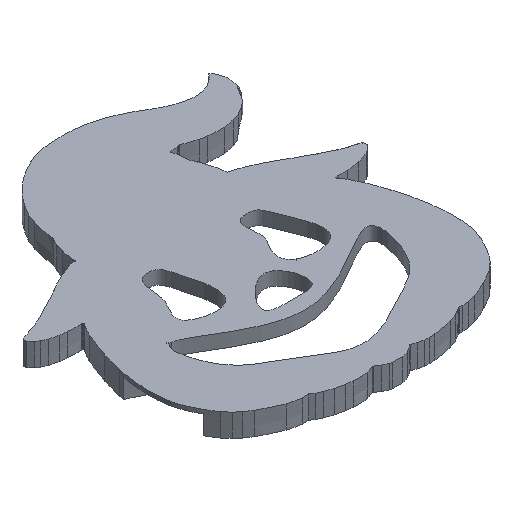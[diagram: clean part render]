
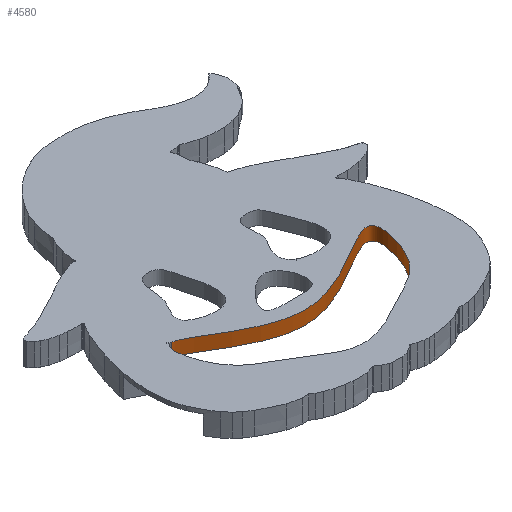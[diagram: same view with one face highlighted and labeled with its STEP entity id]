
A CAD part, isometric view. The second image highlights one B-rep face of the part: STEP entity #4580.
In plain terms, the highlighted free-form (B-spline) face has degree [3, 1] with [39, 2] control points.
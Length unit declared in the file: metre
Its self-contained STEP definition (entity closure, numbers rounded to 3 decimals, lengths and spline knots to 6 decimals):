
#13=B_SPLINE_SURFACE_WITH_KNOTS('',3,1,((#7546,#7547),(#7548,#7549),(#7550,
#7551),(#7552,#7553),(#7554,#7555),(#7556,#7557),(#7558,#7559),(#7560,#7561),
(#7562,#7563),(#7564,#7565),(#7566,#7567),(#7568,#7569),(#7570,#7571),(#7572,
#7573),(#7574,#7575),(#7576,#7577),(#7578,#7579),(#7580,#7581),(#7582,#7583),
(#7584,#7585),(#7586,#7587),(#7588,#7589),(#7590,#7591),(#7592,#7593),(#7594,
#7595),(#7596,#7597),(#7598,#7599),(#7600,#7601),(#7602,#7603),(#7604,#7605),
(#7606,#7607),(#7608,#7609),(#7610,#7611),(#7612,#7613),(#7614,#7615),(#7616,
#7617),(#7618,#7619),(#7620,#7621),(#7622,#7623)),
 .SURF_OF_LINEAR_EXTRUSION.,.F.,.F.,.F.,(4,1,1,1,1,1,1,1,1,1,1,1,1,1,1,
1,1,1,1,1,1,1,1,1,1,1,1,1,1,1,1,1,1,1,1,1,4),(2,2),(0.,
0.030986,0.061973,0.092959,0.108452,
0.123945,0.154932,0.185918,0.216904,0.247891,
0.278877,0.309863,0.340849,0.371836,
0.402822,0.433808,0.464795,0.495781,
0.526767,0.557754,0.573247,0.58874,
0.619726,0.650713,0.666206,0.681699,
0.697192,0.712685,0.743672,0.774658,
0.805644,0.836631,0.867617,0.898603,0.929589,
0.960576,0.991562),(0.,1.),.UNSPECIFIED.);
#28=B_SPLINE_CURVE_WITH_KNOTS('',3,(#7624,#7625,#7626,#7627,#7628,#7629,
#7630,#7631,#7632,#7633,#7634),.UNSPECIFIED.,.T.,.F.,(1,3,1,1,1,1,1,1,1,
3,1),(-0.160893,0.,0.100906,0.214918,0.331339,
0.457139,0.564569,0.672401,0.839107,
1.,1.100906),.UNSPECIFIED.);
#29=B_SPLINE_CURVE_WITH_KNOTS('',3,(#7639,#7640,#7641,#7642,#7643,#7644,
#7645,#7646,#7647,#7648,#7649),.UNSPECIFIED.,.T.,.F.,(1,3,1,1,1,1,1,1,1,
3,1),(-0.160893,0.,0.100906,0.214918,0.331339,
0.457139,0.564569,0.672401,0.839107,
1.,1.100906),.UNSPECIFIED.);
#622=LINE('',#7637,#1155);
#623=LINE('',#7651,#1156);
#1155=VECTOR('',#6078,1.);
#1156=VECTOR('',#6079,1.);
#2158=ORIENTED_EDGE('',*,*,#3210,.T.);
#2159=ORIENTED_EDGE('',*,*,#3211,.F.);
#2160=ORIENTED_EDGE('',*,*,#3212,.F.);
#2161=ORIENTED_EDGE('',*,*,#3213,.T.);
#3210=EDGE_CURVE('',#3729,#3730,#28,.T.);
#3211=EDGE_CURVE('',#3731,#3730,#622,.T.);
#3212=EDGE_CURVE('',#3732,#3731,#29,.T.);
#3213=EDGE_CURVE('',#3732,#3729,#623,.T.);
#3729=VERTEX_POINT('',#7635);
#3730=VERTEX_POINT('',#7636);
#3731=VERTEX_POINT('',#7638);
#3732=VERTEX_POINT('',#7650);
#4055=EDGE_LOOP('',(#2158,#2159,#2160,#2161));
#4260=FACE_BOUND('',#4055,.T.);
#4580=ADVANCED_FACE('',(#4260),#13,.F.);
#6078=DIRECTION('',(0.,0.,1.));
#6079=DIRECTION('',(0.,0.,1.));
#7546=CARTESIAN_POINT('',(0.004104,-0.037682,0.0022));
#7547=CARTESIAN_POINT('',(0.004104,-0.037682,0.006));
#7548=CARTESIAN_POINT('',(0.003483,-0.037969,0.0022));
#7549=CARTESIAN_POINT('',(0.003483,-0.037969,0.006));
#7550=CARTESIAN_POINT('',(0.002882,-0.039559,0.0022));
#7551=CARTESIAN_POINT('',(0.002882,-0.039559,0.006));
#7552=CARTESIAN_POINT('',(0.003508,-0.043675,0.0022));
#7553=CARTESIAN_POINT('',(0.003508,-0.043675,0.006));
#7554=CARTESIAN_POINT('',(0.004976,-0.047471,0.0022));
#7555=CARTESIAN_POINT('',(0.004976,-0.047471,0.006));
#7556=CARTESIAN_POINT('',(0.006517,-0.050044,0.0022));
#7557=CARTESIAN_POINT('',(0.006517,-0.050044,0.006));
#7558=CARTESIAN_POINT('',(0.008255,-0.05222,0.0022));
#7559=CARTESIAN_POINT('',(0.008255,-0.05222,0.006));
#7560=CARTESIAN_POINT('',(0.010752,-0.05438,0.0022));
#7561=CARTESIAN_POINT('',(0.010752,-0.05438,0.006));
#7562=CARTESIAN_POINT('',(0.014102,-0.056474,0.0022));
#7563=CARTESIAN_POINT('',(0.014102,-0.056474,0.006));
#7564=CARTESIAN_POINT('',(0.017638,-0.058497,0.0022));
#7565=CARTESIAN_POINT('',(0.017638,-0.058497,0.006));
#7566=CARTESIAN_POINT('',(0.021205,-0.060827,0.0022));
#7567=CARTESIAN_POINT('',(0.021205,-0.060827,0.006));
#7568=CARTESIAN_POINT('',(0.024872,-0.062962,0.0022));
#7569=CARTESIAN_POINT('',(0.024872,-0.062962,0.006));
#7570=CARTESIAN_POINT('',(0.028689,-0.064461,0.0022));
#7571=CARTESIAN_POINT('',(0.028689,-0.064461,0.006));
#7572=CARTESIAN_POINT('',(0.03273,-0.064795,0.0022));
#7573=CARTESIAN_POINT('',(0.03273,-0.064795,0.006));
#7574=CARTESIAN_POINT('',(0.03699,-0.063754,0.0022));
#7575=CARTESIAN_POINT('',(0.03699,-0.063754,0.006));
#7576=CARTESIAN_POINT('',(0.041271,-0.061901,0.0022));
#7577=CARTESIAN_POINT('',(0.041271,-0.061901,0.006));
#7578=CARTESIAN_POINT('',(0.045409,-0.059657,0.0022));
#7579=CARTESIAN_POINT('',(0.045409,-0.059657,0.006));
#7580=CARTESIAN_POINT('',(0.04922,-0.057544,0.0022));
#7581=CARTESIAN_POINT('',(0.04922,-0.057544,0.006));
#7582=CARTESIAN_POINT('',(0.052573,-0.055808,0.0022));
#7583=CARTESIAN_POINT('',(0.052573,-0.055808,0.006));
#7584=CARTESIAN_POINT('',(0.055516,-0.053793,0.0022));
#7585=CARTESIAN_POINT('',(0.055516,-0.053793,0.006));
#7586=CARTESIAN_POINT('',(0.057642,-0.051457,0.0022));
#7587=CARTESIAN_POINT('',(0.057642,-0.051457,0.006));
#7588=CARTESIAN_POINT('',(0.05917,-0.048882,0.0022));
#7589=CARTESIAN_POINT('',(0.05917,-0.048882,0.006));
#7590=CARTESIAN_POINT('',(0.060541,-0.045911,0.0022));
#7591=CARTESIAN_POINT('',(0.060541,-0.045911,0.006));
#7592=CARTESIAN_POINT('',(0.061793,-0.04192,0.0022));
#7593=CARTESIAN_POINT('',(0.061793,-0.04192,0.006));
#7594=CARTESIAN_POINT('',(0.062027,-0.038647,0.0022));
#7595=CARTESIAN_POINT('',(0.062027,-0.038647,0.006));
#7596=CARTESIAN_POINT('',(0.061362,-0.037107,0.0022));
#7597=CARTESIAN_POINT('',(0.061362,-0.037107,0.006));
#7598=CARTESIAN_POINT('',(0.060366,-0.036685,0.0022));
#7599=CARTESIAN_POINT('',(0.060366,-0.036685,0.006));
#7600=CARTESIAN_POINT('',(0.05888,-0.036976,0.0022));
#7601=CARTESIAN_POINT('',(0.05888,-0.036976,0.006));
#7602=CARTESIAN_POINT('',(0.056324,-0.038101,0.0022));
#7603=CARTESIAN_POINT('',(0.056324,-0.038101,0.006));
#7604=CARTESIAN_POINT('',(0.052172,-0.040566,0.0022));
#7605=CARTESIAN_POINT('',(0.052172,-0.040566,0.006));
#7606=CARTESIAN_POINT('',(0.046062,-0.044134,0.0022));
#7607=CARTESIAN_POINT('',(0.046062,-0.044134,0.006));
#7608=CARTESIAN_POINT('',(0.039224,-0.047226,0.0022));
#7609=CARTESIAN_POINT('',(0.039224,-0.047226,0.006));
#7610=CARTESIAN_POINT('',(0.032058,-0.048788,0.0022));
#7611=CARTESIAN_POINT('',(0.032058,-0.048788,0.006));
#7612=CARTESIAN_POINT('',(0.024968,-0.047642,0.0022));
#7613=CARTESIAN_POINT('',(0.024968,-0.047642,0.006));
#7614=CARTESIAN_POINT('',(0.018305,-0.044773,0.0022));
#7615=CARTESIAN_POINT('',(0.018305,-0.044773,0.006));
#7616=CARTESIAN_POINT('',(0.01242,-0.041324,0.0022));
#7617=CARTESIAN_POINT('',(0.01242,-0.041324,0.006));
#7618=CARTESIAN_POINT('',(0.00766,-0.038395,0.0022));
#7619=CARTESIAN_POINT('',(0.00766,-0.038395,0.006));
#7620=CARTESIAN_POINT('',(0.005471,-0.037531,0.0022));
#7621=CARTESIAN_POINT('',(0.005471,-0.037531,0.006));
#7622=CARTESIAN_POINT('',(0.00468,-0.037556,0.0022));
#7623=CARTESIAN_POINT('',(0.00468,-0.037556,0.006));
#7624=CARTESIAN_POINT('',(0.004104,-0.037682,0.006));
#7625=CARTESIAN_POINT('',(0.002083,-0.038618,0.006));
#7626=CARTESIAN_POINT('',(0.005009,-0.052069,0.006));
#7627=CARTESIAN_POINT('',(0.017428,-0.05775,0.006));
#7628=CARTESIAN_POINT('',(0.031271,-0.068281,0.006));
#7629=CARTESIAN_POINT('',(0.048571,-0.057461,0.006));
#7630=CARTESIAN_POINT('',(0.059245,-0.052915,0.006));
#7631=CARTESIAN_POINT('',(0.066144,-0.026678,0.006));
#7632=CARTESIAN_POINT('',(0.031454,-0.060999,0.006));
#7633=CARTESIAN_POINT('',(0.007325,-0.03619,0.006));
#7634=CARTESIAN_POINT('',(0.004104,-0.037682,0.006));
#7635=CARTESIAN_POINT('',(0.004104,-0.037682,0.006));
#7636=CARTESIAN_POINT('',(0.00468,-0.037556,0.006));
#7637=CARTESIAN_POINT('',(0.00468,-0.037556,0.0022));
#7638=CARTESIAN_POINT('',(0.00468,-0.037556,0.0022));
#7639=CARTESIAN_POINT('',(0.004104,-0.037682,0.0022));
#7640=CARTESIAN_POINT('',(0.002083,-0.038618,0.0022));
#7641=CARTESIAN_POINT('',(0.005009,-0.052069,0.0022));
#7642=CARTESIAN_POINT('',(0.017428,-0.05775,0.0022));
#7643=CARTESIAN_POINT('',(0.031271,-0.068281,0.0022));
#7644=CARTESIAN_POINT('',(0.048571,-0.057461,0.0022));
#7645=CARTESIAN_POINT('',(0.059245,-0.052915,0.0022));
#7646=CARTESIAN_POINT('',(0.066144,-0.026678,0.0022));
#7647=CARTESIAN_POINT('',(0.031454,-0.060999,0.0022));
#7648=CARTESIAN_POINT('',(0.007325,-0.03619,0.0022));
#7649=CARTESIAN_POINT('',(0.004104,-0.037682,0.0022));
#7650=CARTESIAN_POINT('',(0.004104,-0.037682,0.0022));
#7651=CARTESIAN_POINT('',(0.004104,-0.037682,0.0022));
